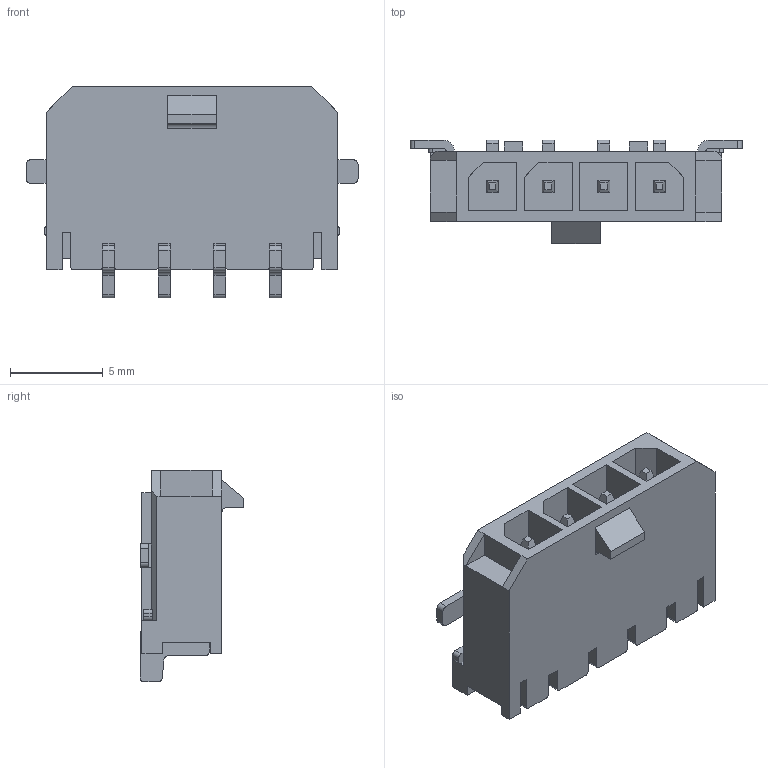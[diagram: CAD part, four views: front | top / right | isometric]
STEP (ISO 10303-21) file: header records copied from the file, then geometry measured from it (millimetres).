
FILE_DESCRIPTION((''),'2;1');
FILE_NAME('FWF30020-S04B23K6M','2021-10-08T',('gongcheng6'),(''),'PRO/ENGINEER BY PARAMETRIC TECHNOLOGY CORPORATION, 2010280','PRO/ENGINEER BY PARAMETRIC TECHNOLOGY CORPORATION, 2010280','');
FILE_SCHEMA(('CONFIG_CONTROL_DESIGN'));
Length unit declared in the file: millimetre
Products named in the file (1): FWF30020-S04B23K6M
Bounding box: 17.9 x 5.6 x 11.4 mm (x, y, z)
Volume: 386.5 mm3; surface area: 1065.5 mm2
Topology: 1 solids, 2 shells, 372 faces, 1027 edges, 658 vertices
Faces by surface type: plane 313, cylinder 59
Entity records: 11671 total; most frequent: CARTESIAN_POINT 2057, ORIENTED_EDGE 2054, DIRECTION 1891, EDGE_CURVE 1027, VECTOR 907, LINE 907, VERTEX_POINT 658, AXIS2_PLACEMENT_3D 492
